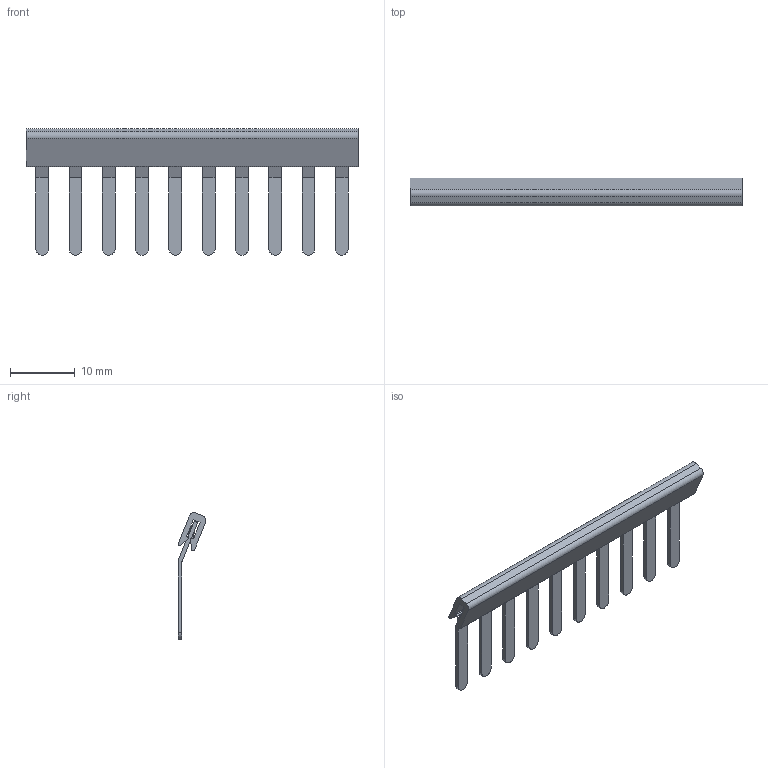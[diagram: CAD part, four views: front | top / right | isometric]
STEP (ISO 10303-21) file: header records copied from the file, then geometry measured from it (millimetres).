
FILE_DESCRIPTION(('CATIA V5 STEP Exchange','CAx-IF Rec.Pracs.--- Model Styling and Organization---1.4--- 2014-01-23'),'2;1');
FILE_NAME ('016523-5_2', '2022-09-27T05:24:29+00:00', ('none'), ('Weidmueller'), 'CATIA Version 5-6 Release 2016 SP3 HF44', 'CATIA V5 STEP AP214', 'none');
FILE_SCHEMA(('AUTOMOTIVE_DESIGN { 1 0 10303 214 1 1 1 1 }'));
Length unit declared in the file: millimetre
Products named in the file (1): 18599_WQB_A_10_AllCATPart
Bounding box: 51.26 x 4.3 x 19.53 mm (x, y, z)
Volume: 775.3 mm3; surface area: 2447.1 mm2
Topology: 2 solids, 2 shells, 238 faces, 704 edges, 470 vertices
Faces by surface type: plane 172, cylinder 66
Entity records: 7149 total; most frequent: ORIENTED_EDGE 1408, CARTESIAN_POINT 1279, DIRECTION 912, EDGE_CURVE 704, VECTOR 572, LINE 572, VERTEX_POINT 470, ADVANCED_FACE 238
